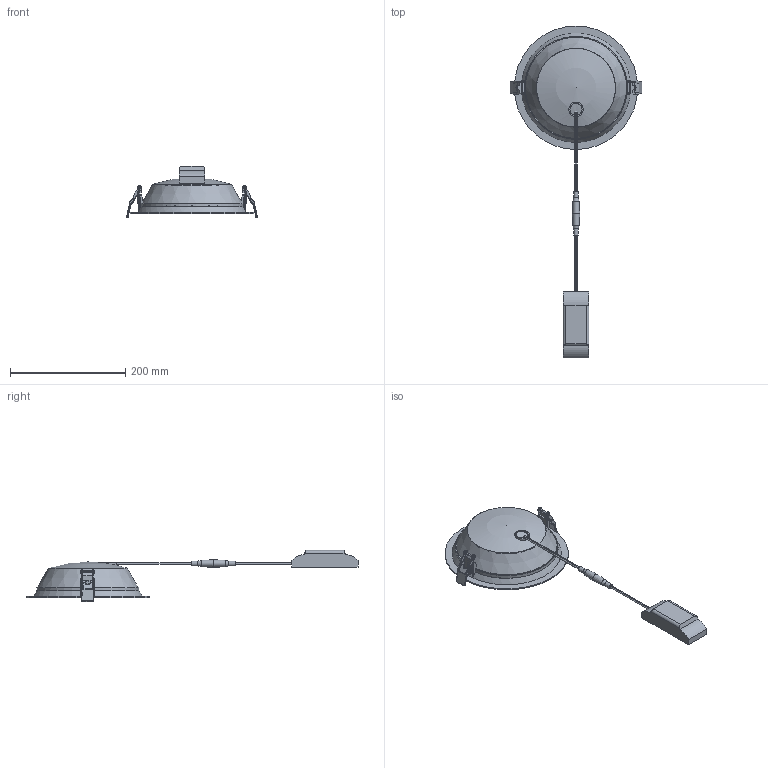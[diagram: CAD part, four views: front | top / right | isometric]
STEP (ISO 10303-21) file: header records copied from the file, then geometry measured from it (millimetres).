
FILE_DESCRIPTION (( 'STEP AP214' ), '1' );
FILE_NAME ('DL_ALU_25W_35W.STEP', '2022-06-21T06:39:50', ( '' ), ( '' ), 'SwSTEP 2.0', 'SolidWorks 2020', '' );
FILE_SCHEMA (( 'AUTOMOTIVE_DESIGN' ));
Length unit declared in the file: millimetre
Products named in the file (1): DL_ALU_25W_35W
Bounding box: 228.33 x 577.08 x 88.91 mm (x, y, z)
Volume: 266768.3 mm3; surface area: 196161.3 mm2
Topology: 13 solids, 15 shells, 584 faces, 1464 edges, 911 vertices
Faces by surface type: plane 258, cylinder 214, torus 60, bspline 24, cone 23, sphere 5
Full cylindrical faces by diameter (mm): 175.055 x1, 214.624 x1
Entity records: 19323 total; most frequent: CARTESIAN_POINT 5393, DIRECTION 2886, ORIENTED_EDGE 2868, EDGE_CURVE 1434, AXIS2_PLACEMENT_3D 1068, VERTEX_POINT 904, LINE 750, VECTOR 750
